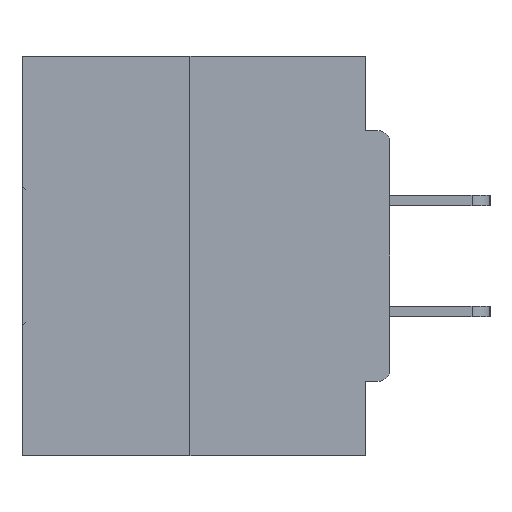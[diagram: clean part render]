
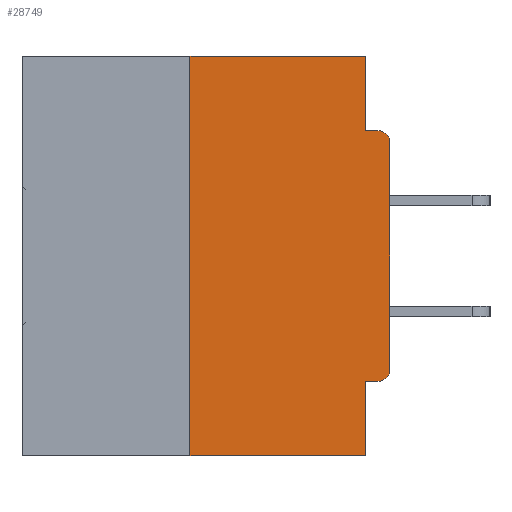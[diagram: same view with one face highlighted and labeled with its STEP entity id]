
A CAD part, left-side view. The second image highlights one B-rep face of the part: STEP entity #28749.
In plain terms, the highlighted planar face has unit normal (-1, 0, 0).
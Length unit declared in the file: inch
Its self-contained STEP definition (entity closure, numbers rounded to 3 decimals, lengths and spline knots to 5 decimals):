
#191 = CARTESIAN_POINT ( 'NONE',  ( 0., 0.031, -0.4065 ) ) ;
#200 = LINE ( 'NONE', #25297, #20457 ) ;
#1860 = ORIENTED_EDGE ( 'NONE', *, *, #41311, .F. ) ;
#2524 = CARTESIAN_POINT ( 'NONE',  ( 0., 0., 0. ) ) ;
#2698 = ORIENTED_EDGE ( 'NONE', *, *, #38678, .F. ) ;
#3348 = VERTEX_POINT ( 'NONE', #13364 ) ;
#4073 = CARTESIAN_POINT ( 'NONE',  ( 0., 0.25, 0. ) ) ;
#4238 = DIRECTION ( 'NONE',  ( 0., 0., -1. ) ) ;
#4947 = CARTESIAN_POINT ( 'NONE',  ( 0., 0., -0.4065 ) ) ;
#4975 = DIRECTION ( 'NONE',  ( 1., 0., 0. ) ) ;
#5390 = CIRCLE ( 'NONE', #39425, 0.015 ) ;
#6305 = ORIENTED_EDGE ( 'NONE', *, *, #19221, .F. ) ;
#6321 = VERTEX_POINT ( 'NONE', #13779 ) ;
#6750 = LINE ( 'NONE', #12143, #17392 ) ;
#7270 = ORIENTED_EDGE ( 'NONE', *, *, #11444, .F. ) ;
#7283 = VERTEX_POINT ( 'NONE', #27529 ) ;
#8111 = CARTESIAN_POINT ( 'NONE',  ( 0., 0.46, 0. ) ) ;
#8330 = VERTEX_POINT ( 'NONE', #26101 ) ;
#9085 = CARTESIAN_POINT ( 'NONE',  ( 0., 0.031, -0.0935 ) ) ;
#9608 = LINE ( 'NONE', #32855, #21287 ) ;
#10174 = CIRCLE ( 'NONE', #26102, 0.015 ) ;
#10625 = DIRECTION ( 'NONE',  ( 0., 0., 1. ) ) ;
#11235 = CARTESIAN_POINT ( 'NONE',  ( 0., 0., -0.0935 ) ) ;
#11359 = VECTOR ( 'NONE', #27356, 39.37008 ) ;
#11367 = DIRECTION ( 'NONE',  ( 0., 0., -1. ) ) ;
#11444 = EDGE_CURVE ( 'NONE', #12101, #21891, #9608, .T. ) ;
#12101 = VERTEX_POINT ( 'NONE', #13559 ) ;
#12143 = CARTESIAN_POINT ( 'NONE',  ( 0., 0.46, -0.5 ) ) ;
#12496 = CARTESIAN_POINT ( 'NONE',  ( 0., 0.015, -0.1085 ) ) ;
#12908 = DIRECTION ( 'NONE',  ( 0., 0., -1. ) ) ;
#13364 = CARTESIAN_POINT ( 'NONE',  ( 0., 0.015, -0.4065 ) ) ;
#13559 = CARTESIAN_POINT ( 'NONE',  ( 0., 0.031, 0. ) ) ;
#13779 = CARTESIAN_POINT ( 'NONE',  ( 0., 0., -0.3915 ) ) ;
#14132 = CARTESIAN_POINT ( 'NONE',  ( 0., 0.015, -0.0935 ) ) ;
#15607 = EDGE_CURVE ( 'NONE', #6321, #25344, #25023, .T. ) ;
#15623 = DIRECTION ( 'NONE',  ( -1., 0., 0. ) ) ;
#15846 = EDGE_CURVE ( 'NONE', #25197, #7283, #6750, .T. ) ;
#16953 = EDGE_CURVE ( 'NONE', #25344, #39824, #10174, .T. ) ;
#17392 = VECTOR ( 'NONE', #24153, 39.37008 ) ;
#17981 = PLANE ( 'NONE',  #33143 ) ;
#19130 = VECTOR ( 'NONE', #27314, 39.37008 ) ;
#19221 = EDGE_CURVE ( 'NONE', #3348, #32350, #41936, .T. ) ;
#20427 = CARTESIAN_POINT ( 'NONE',  ( 0., 0., -0.1085 ) ) ;
#20430 = DIRECTION ( 'NONE',  ( 0., 0., -1. ) ) ;
#20457 = VECTOR ( 'NONE', #28848, 39.37008 ) ;
#20968 = ORIENTED_EDGE ( 'NONE', *, *, #39209, .T. ) ;
#21134 = VECTOR ( 'NONE', #10625, 39.37008 ) ;
#21287 = VECTOR ( 'NONE', #4238, 39.37008 ) ;
#21366 = CARTESIAN_POINT ( 'NONE',  ( 0., 0.25, -0.5 ) ) ;
#21891 = VERTEX_POINT ( 'NONE', #9085 ) ;
#24153 = DIRECTION ( 'NONE',  ( 0., -1., 0. ) ) ;
#25023 = LINE ( 'NONE', #2524, #36163 ) ;
#25161 = LINE ( 'NONE', #4073, #21134 ) ;
#25197 = VERTEX_POINT ( 'NONE', #21366 ) ;
#25297 = CARTESIAN_POINT ( 'NONE',  ( 0., 0.46, 0. ) ) ;
#25344 = VERTEX_POINT ( 'NONE', #20427 ) ;
#25445 = ORIENTED_EDGE ( 'NONE', *, *, #16953, .T. ) ;
#26101 = CARTESIAN_POINT ( 'NONE',  ( 0., 0.25, 0. ) ) ;
#26102 = AXIS2_PLACEMENT_3D ( 'NONE', #12496, #15623, #12908 ) ;
#27314 = DIRECTION ( 'NONE',  ( 0., 1., 0. ) ) ;
#27356 = DIRECTION ( 'NONE',  ( 0., 0., -1. ) ) ;
#27529 = CARTESIAN_POINT ( 'NONE',  ( 0., 0.031, -0.5 ) ) ;
#28749 = ADVANCED_FACE ( 'NONE', ( #31748 ), #17981, .F. ) ;
#28848 = DIRECTION ( 'NONE',  ( 0., -1., 0. ) ) ;
#30059 = LINE ( 'NONE', #36852, #11359 ) ;
#30080 = ORIENTED_EDGE ( 'NONE', *, *, #15607, .T. ) ;
#30335 = DIRECTION ( 'NONE',  ( -1., 0., 0. ) ) ;
#31736 = EDGE_CURVE ( 'NONE', #8330, #12101, #200, .T. ) ;
#31748 = FACE_OUTER_BOUND ( 'NONE', #36097, .T. ) ;
#32350 = VERTEX_POINT ( 'NONE', #191 ) ;
#32780 = DIRECTION ( 'NONE',  ( 0., 0., 1. ) ) ;
#32855 = CARTESIAN_POINT ( 'NONE',  ( 0., 0.031, 0. ) ) ;
#33143 = AXIS2_PLACEMENT_3D ( 'NONE', #8111, #4975, #11367 ) ;
#33580 = DIRECTION ( 'NONE',  ( 0., -1., 0. ) ) ;
#34681 = ORIENTED_EDGE ( 'NONE', *, *, #31736, .F. ) ;
#34996 = ORIENTED_EDGE ( 'NONE', *, *, #41348, .F. ) ;
#36097 = EDGE_LOOP ( 'NONE', ( #34681, #2698, #36926, #1860, #6305, #20968, #30080, #25445, #34996, #7270 ) ) ;
#36163 = VECTOR ( 'NONE', #32780, 39.37008 ) ;
#36852 = CARTESIAN_POINT ( 'NONE',  ( 0., 0.031, -0.5 ) ) ;
#36926 = ORIENTED_EDGE ( 'NONE', *, *, #15846, .T. ) ;
#38678 = EDGE_CURVE ( 'NONE', #25197, #8330, #25161, .T. ) ;
#39209 = EDGE_CURVE ( 'NONE', #3348, #6321, #5390, .T. ) ;
#39425 = AXIS2_PLACEMENT_3D ( 'NONE', #40386, #30335, #20430 ) ;
#39683 = VECTOR ( 'NONE', #33580, 39.37008 ) ;
#39824 = VERTEX_POINT ( 'NONE', #14132 ) ;
#40386 = CARTESIAN_POINT ( 'NONE',  ( 0., 0.015, -0.3915 ) ) ;
#41311 = EDGE_CURVE ( 'NONE', #32350, #7283, #30059, .T. ) ;
#41348 = EDGE_CURVE ( 'NONE', #21891, #39824, #41706, .T. ) ;
#41706 = LINE ( 'NONE', #11235, #39683 ) ;
#41936 = LINE ( 'NONE', #4947, #19130 ) ;
